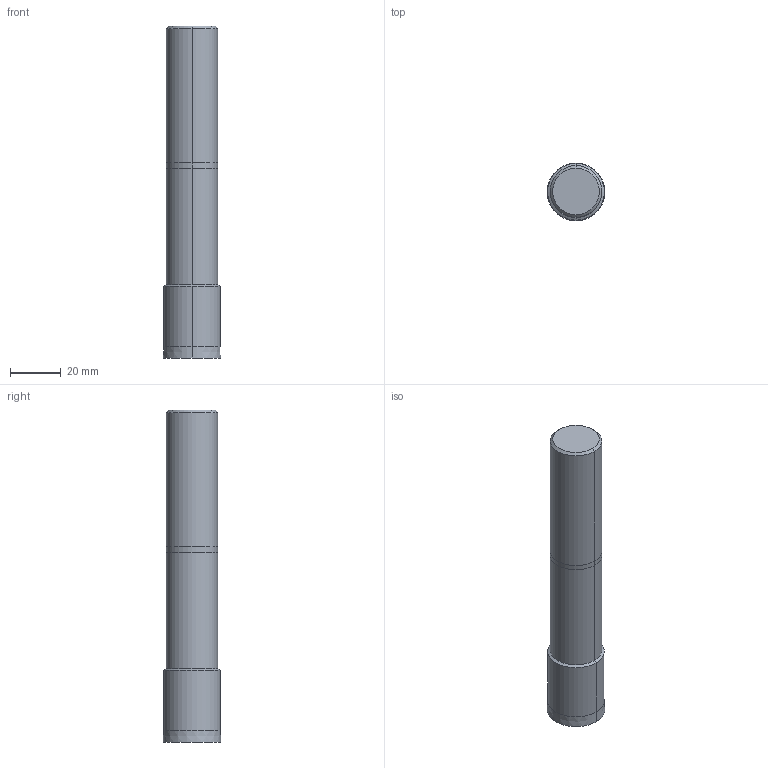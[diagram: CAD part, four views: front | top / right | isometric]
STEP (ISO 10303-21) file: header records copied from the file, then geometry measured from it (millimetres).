
FILE_DESCRIPTION(('no description'),'unknown implementation level');
FILE_NAME('solidGIFjPd__273RbG2uE_z3TSONyBQ_1.STP',' ',('CIMSOURCE GmbH'),('CADClick - KiM GmbH - www.kimweb.de'),'unknown preprocess','ACIS','unknown authorization');
FILE_SCHEMA(('automotive_design'));
Length unit declared in the file: millimetre
Products named in the file (2): 1; 2
Bounding box: 22.59 x 22.59 x 130.2 mm (x, y, z)
Volume: 43820.2 mm3; surface area: 12704.8 mm2
Topology: 2 solids, 2 shells, 26 faces, 50 edges, 28 vertices
Faces by surface type: cone 12, cylinder 10, plane 4
Entity records: 1317 total; most frequent: DIRECTION 140, CARTESIAN_POINT 109, STYLED_ITEM 106, PRESENTATION_STYLE_ASSIGNMENT 106, COLOUR_RGB 106, ORIENTED_EDGE 100, AXIS2_PLACEMENT_3D 59, EDGE_CURVE 50
